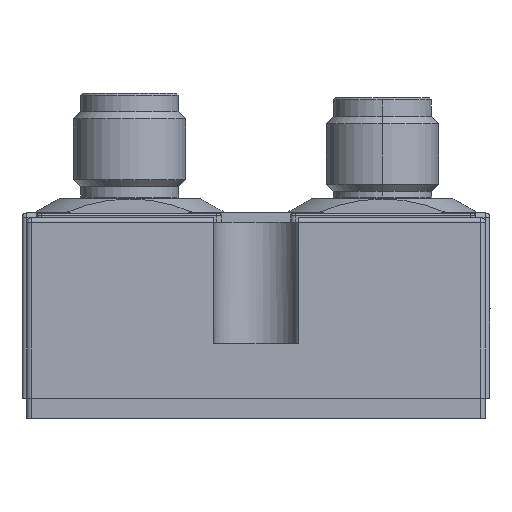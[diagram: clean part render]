
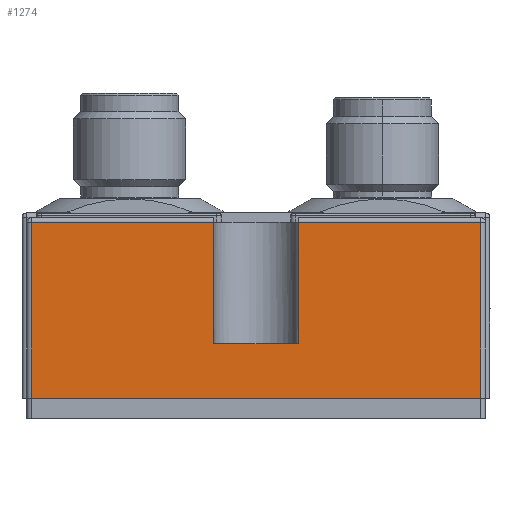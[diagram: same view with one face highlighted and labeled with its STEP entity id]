
A CAD part, front view. The second image highlights one B-rep face of the part: STEP entity #1274.
In plain terms, the highlighted planar face has unit normal (0, -1, 0).
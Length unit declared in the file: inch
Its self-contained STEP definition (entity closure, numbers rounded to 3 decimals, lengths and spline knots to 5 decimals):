
#75 = ORIENTED_EDGE ( 'NONE', *, *, #3653, .T. ) ;
#107 = DIRECTION ( 'NONE',  ( 0., 0., -1. ) ) ;
#200 = VERTEX_POINT ( 'NONE', #35478 ) ;
#1274 = ADVANCED_FACE ( 'NONE', ( #3350 ), #45022, .T. ) ;
#2111 = EDGE_CURVE ( 'NONE', #200, #35745, #15743, .T. ) ;
#2226 = AXIS2_PLACEMENT_3D ( 'NONE', #18896, #11006, #107 ) ;
#2329 = VECTOR ( 'NONE', #32892, 39.37008 ) ;
#3350 = FACE_OUTER_BOUND ( 'NONE', #24539, .T. ) ;
#3653 = EDGE_CURVE ( 'NONE', #37635, #14082, #4335, .T. ) ;
#4089 = EDGE_CURVE ( 'NONE', #37635, #35745, #22090, .T. ) ;
#4335 = LINE ( 'NONE', #14056, #2329 ) ;
#4482 = CARTESIAN_POINT ( 'NONE',  ( 0.98425, -2.48031, 0.82677 ) ) ;
#5088 = EDGE_CURVE ( 'NONE', #16820, #22843, #36788, .T. ) ;
#5320 = LINE ( 'NONE', #27616, #14441 ) ;
#6575 = EDGE_CURVE ( 'NONE', #14082, #21818, #22790, .T. ) ;
#7803 = CARTESIAN_POINT ( 'NONE',  ( 0.98425, -2.48031, 0.82677 ) ) ;
#9302 = ORIENTED_EDGE ( 'NONE', *, *, #6575, .T. ) ;
#10205 = ORIENTED_EDGE ( 'NONE', *, *, #5088, .T. ) ;
#10992 = CARTESIAN_POINT ( 'NONE',  ( 0., -2.48031, 0.08661 ) ) ;
#11006 = DIRECTION ( 'NONE',  ( 0., -1., 0. ) ) ;
#11156 = VECTOR ( 'NONE', #15366, 39.37008 ) ;
#14056 = CARTESIAN_POINT ( 'NONE',  ( -0.17717, -2.48031, 0. ) ) ;
#14082 = VERTEX_POINT ( 'NONE', #37803 ) ;
#14441 = VECTOR ( 'NONE', #31592, 39.37008 ) ;
#15366 = DIRECTION ( 'NONE',  ( -1., 0., 0. ) ) ;
#15743 = LINE ( 'NONE', #30879, #30686 ) ;
#16194 = CARTESIAN_POINT ( 'NONE',  ( -0.94488, -2.48031, 0.82677 ) ) ;
#16215 = CARTESIAN_POINT ( 'NONE',  ( -0.94488, -2.48031, 0.43307 ) ) ;
#16820 = VERTEX_POINT ( 'NONE', #28579 ) ;
#17516 = ORIENTED_EDGE ( 'NONE', *, *, #2111, .T. ) ;
#18896 = CARTESIAN_POINT ( 'NONE',  ( 0.98425, -2.48031, 0. ) ) ;
#19416 = EDGE_CURVE ( 'NONE', #25846, #200, #41791, .T. ) ;
#21818 = VERTEX_POINT ( 'NONE', #16194 ) ;
#22090 = LINE ( 'NONE', #37252, #48319 ) ;
#22790 = LINE ( 'NONE', #4482, #11156 ) ;
#22843 = VERTEX_POINT ( 'NONE', #28239 ) ;
#23786 = VECTOR ( 'NONE', #41277, 39.37008 ) ;
#24539 = EDGE_LOOP ( 'NONE', ( #27959, #75, #9302, #37847, #10205, #47337, #26957, #17516 ) ) ;
#25846 = VERTEX_POINT ( 'NONE', #40310 ) ;
#26137 = DIRECTION ( 'NONE',  ( -1., 0., 0. ) ) ;
#26957 = ORIENTED_EDGE ( 'NONE', *, *, #19416, .T. ) ;
#27139 = DIRECTION ( 'NONE',  ( 0., 0., -1. ) ) ;
#27616 = CARTESIAN_POINT ( 'NONE',  ( 0.94488, -2.48031, 0.43307 ) ) ;
#27959 = ORIENTED_EDGE ( 'NONE', *, *, #4089, .F. ) ;
#28239 = CARTESIAN_POINT ( 'NONE',  ( 0.94488, -2.48031, 0.08661 ) ) ;
#28579 = CARTESIAN_POINT ( 'NONE',  ( -0.94488, -2.48031, 0.08661 ) ) ;
#30041 = DIRECTION ( 'NONE',  ( 1., 0., 0. ) ) ;
#30686 = VECTOR ( 'NONE', #27139, 39.37008 ) ;
#30879 = CARTESIAN_POINT ( 'NONE',  ( 0.17717, -2.48031, 0. ) ) ;
#31350 = DIRECTION ( 'NONE',  ( 0., 0., 1. ) ) ;
#31592 = DIRECTION ( 'NONE',  ( 0., 0., -1. ) ) ;
#32892 = DIRECTION ( 'NONE',  ( 0., 0., 1. ) ) ;
#32989 = EDGE_CURVE ( 'NONE', #16820, #21818, #35111, .T. ) ;
#35094 = CARTESIAN_POINT ( 'NONE',  ( -0.17717, -2.48031, 0.31496 ) ) ;
#35111 = LINE ( 'NONE', #16215, #48598 ) ;
#35478 = CARTESIAN_POINT ( 'NONE',  ( 0.17717, -2.48031, 0.82677 ) ) ;
#35745 = VERTEX_POINT ( 'NONE', #45961 ) ;
#36788 = LINE ( 'NONE', #10992, #23786 ) ;
#37252 = CARTESIAN_POINT ( 'NONE',  ( 0., -2.48031, 0.31496 ) ) ;
#37635 = VERTEX_POINT ( 'NONE', #35094 ) ;
#37803 = CARTESIAN_POINT ( 'NONE',  ( -0.17717, -2.48031, 0.82677 ) ) ;
#37847 = ORIENTED_EDGE ( 'NONE', *, *, #32989, .F. ) ;
#40310 = CARTESIAN_POINT ( 'NONE',  ( 0.94488, -2.48031, 0.82677 ) ) ;
#41277 = DIRECTION ( 'NONE',  ( 1., 0., 0. ) ) ;
#41791 = LINE ( 'NONE', #7803, #47635 ) ;
#45022 = PLANE ( 'NONE',  #2226 ) ;
#45961 = CARTESIAN_POINT ( 'NONE',  ( 0.17717, -2.48031, 0.31496 ) ) ;
#47282 = EDGE_CURVE ( 'NONE', #25846, #22843, #5320, .T. ) ;
#47337 = ORIENTED_EDGE ( 'NONE', *, *, #47282, .F. ) ;
#47635 = VECTOR ( 'NONE', #26137, 39.37008 ) ;
#48319 = VECTOR ( 'NONE', #30041, 39.37008 ) ;
#48598 = VECTOR ( 'NONE', #31350, 39.37008 ) ;
